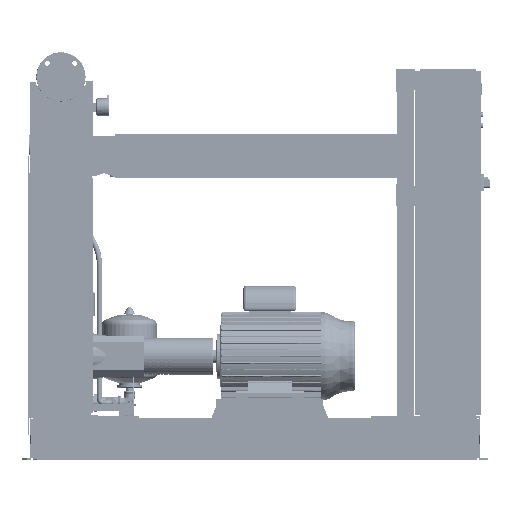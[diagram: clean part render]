
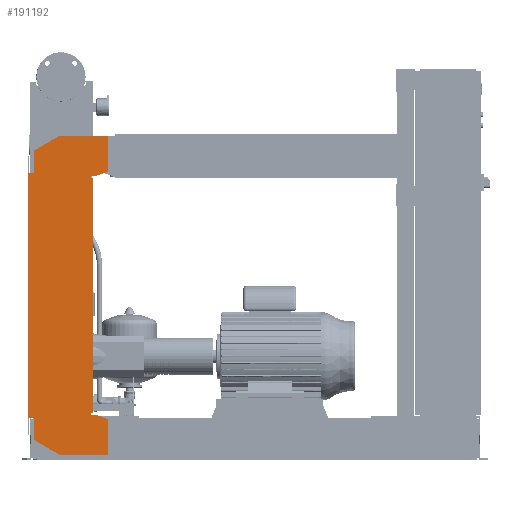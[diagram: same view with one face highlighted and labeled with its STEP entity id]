
A CAD part, front view. The second image highlights one B-rep face of the part: STEP entity #191192.
In plain terms, the highlighted free-form (B-spline) face has degree [1, 1] with [2, 2] control points.
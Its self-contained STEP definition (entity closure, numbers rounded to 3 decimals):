
#190677=CARTESIAN_POINT('',(-102.0,-565.5,1076.0));
#190678=VERTEX_POINT('',#190677);
#190685=CARTESIAN_POINT('',(-102.0,-565.5,1158.574));
#190686=VERTEX_POINT('',#190685);
#190687=CARTESIAN_POINT('',(-102.0,-565.5,1076.0));
#190688=DIRECTION('',(0.0,0.0,1.0));
#190689=VECTOR('',#190688,82.574);
#190690=LINE('',#190687,#190689);
#190691=EDGE_CURVE('',#190678,#190686,#190690,.T.);
#190709=CARTESIAN_POINT('',(-6.,-565.5,1214.0));
#190710=VERTEX_POINT('',#190709);
#190711=CARTESIAN_POINT('',(-102.0,-565.5,1158.574));
#190712=DIRECTION('',(0.866,0.0,0.5));
#190713=VECTOR('',#190712,110.851);
#190714=LINE('',#190711,#190713);
#190715=EDGE_CURVE('',#190686,#190710,#190714,.T.);
#190733=CARTESIAN_POINT('',(177.0,-565.5,1214.0));
#190734=VERTEX_POINT('',#190733);
#190735=CARTESIAN_POINT('',(-6.,-565.5,1214.0));
#190736=DIRECTION('',(1.0,0.0,0.0));
#190737=VECTOR('',#190736,183.0);
#190738=LINE('',#190735,#190737);
#190739=EDGE_CURVE('',#190710,#190734,#190738,.T.);
#190757=CARTESIAN_POINT('',(177.0,-565.5,1080.379));
#190758=VERTEX_POINT('',#190757);
#190759=CARTESIAN_POINT('',(177.0,-565.5,1214.0));
#190760=DIRECTION('',(0.0,0.0,-1.0));
#190761=VECTOR('',#190760,133.621);
#190762=LINE('',#190759,#190761);
#190763=EDGE_CURVE('',#190734,#190758,#190762,.T.);
#190781=CARTESIAN_POINT('',(132.,-565.5,1064.0));
#190782=VERTEX_POINT('',#190781);
#190783=CARTESIAN_POINT('',(177.0,-565.5,1080.379));
#190784=DIRECTION('',(-0.94,0.0,-0.342));
#190785=VECTOR('',#190784,47.888);
#190786=LINE('',#190783,#190785);
#190787=EDGE_CURVE('',#190758,#190782,#190786,.T.);
#190805=CARTESIAN_POINT('',(112.0,-565.5,1064.0));
#190806=VERTEX_POINT('',#190805);
#190807=CARTESIAN_POINT('',(132.,-565.5,1064.0));
#190808=DIRECTION('',(-1.0,0.0,0.0));
#190809=VECTOR('',#190808,20.);
#190810=LINE('',#190807,#190809);
#190811=EDGE_CURVE('',#190782,#190806,#190810,.T.);
#190829=CARTESIAN_POINT('',(112.0,-565.5,1056.0));
#190830=VERTEX_POINT('',#190829);
#190831=CARTESIAN_POINT('',(112.0,-565.5,1064.0));
#190832=DIRECTION('',(0.0,0.0,-1.0));
#190833=VECTOR('',#190832,8.0);
#190834=LINE('',#190831,#190833);
#190835=EDGE_CURVE('',#190806,#190830,#190834,.T.);
#190853=CARTESIAN_POINT('',(120.,-565.5,1056.0));
#190854=VERTEX_POINT('',#190853);
#190855=CARTESIAN_POINT('',(112.0,-565.5,1056.0));
#190856=DIRECTION('',(1.0,0.0,0.0));
#190857=VECTOR('',#190856,8.);
#190858=LINE('',#190855,#190857);
#190859=EDGE_CURVE('',#190830,#190854,#190858,.T.);
#190877=CARTESIAN_POINT('',(120.,-565.5,176.));
#190878=VERTEX_POINT('',#190877);
#190889=CARTESIAN_POINT('',(120.,-565.5,1056.0));
#190890=DIRECTION('',(0.0,0.0,-1.0));
#190891=VECTOR('',#190890,880.);
#190892=LINE('',#190889,#190891);
#190893=EDGE_CURVE('',#190854,#190878,#190892,.T.);
#190907=CARTESIAN_POINT('',(112.,-565.5,176.));
#190908=VERTEX_POINT('',#190907);
#190909=CARTESIAN_POINT('',(120.,-565.5,176.));
#190910=DIRECTION('',(-1.0,0.0,0.0));
#190911=VECTOR('',#190910,8.);
#190912=LINE('',#190909,#190911);
#190913=EDGE_CURVE('',#190878,#190908,#190912,.T.);
#190931=CARTESIAN_POINT('',(112.,-565.5,168.));
#190932=VERTEX_POINT('',#190931);
#190933=CARTESIAN_POINT('',(112.,-565.5,176.));
#190934=DIRECTION('',(0.0,0.0,-1.0));
#190935=VECTOR('',#190934,8.0);
#190936=LINE('',#190933,#190935);
#190937=EDGE_CURVE('',#190908,#190932,#190936,.T.);
#190955=CARTESIAN_POINT('',(132.,-565.5,168.));
#190956=VERTEX_POINT('',#190955);
#190957=CARTESIAN_POINT('',(112.,-565.5,168.));
#190958=DIRECTION('',(1.0,0.0,0.0));
#190959=VECTOR('',#190958,20.0);
#190960=LINE('',#190957,#190959);
#190961=EDGE_CURVE('',#190932,#190956,#190960,.T.);
#190979=CARTESIAN_POINT('',(177.,-565.5,151.621));
#190980=VERTEX_POINT('',#190979);
#190981=CARTESIAN_POINT('',(132.,-565.5,168.));
#190982=DIRECTION('',(0.94,0.0,-0.342));
#190983=VECTOR('',#190982,47.888);
#190984=LINE('',#190981,#190983);
#190985=EDGE_CURVE('',#190956,#190980,#190984,.T.);
#191003=CARTESIAN_POINT('',(177.,-565.5,18.0));
#191004=VERTEX_POINT('',#191003);
#191005=CARTESIAN_POINT('',(177.,-565.5,151.621));
#191006=DIRECTION('',(0.0,0.0,-1.0));
#191007=VECTOR('',#191006,133.621);
#191008=LINE('',#191005,#191007);
#191009=EDGE_CURVE('',#190980,#191004,#191008,.T.);
#191027=CARTESIAN_POINT('',(-4.,-565.5,18.0));
#191028=VERTEX_POINT('',#191027);
#191029=CARTESIAN_POINT('',(177.,-565.5,18.0));
#191030=DIRECTION('',(-1.0,0.0,0.0));
#191031=VECTOR('',#191030,181.);
#191032=LINE('',#191029,#191031);
#191033=EDGE_CURVE('',#191004,#191028,#191032,.T.);
#191051=CARTESIAN_POINT('',(-102.,-565.5,74.58));
#191052=VERTEX_POINT('',#191051);
#191053=CARTESIAN_POINT('',(-4.,-565.5,18.0));
#191054=DIRECTION('',(-0.866,0.0,0.5));
#191055=VECTOR('',#191054,113.161);
#191056=LINE('',#191053,#191055);
#191057=EDGE_CURVE('',#191028,#191052,#191056,.T.);
#191075=CARTESIAN_POINT('',(-102.,-565.5,156.0));
#191076=VERTEX_POINT('',#191075);
#191077=CARTESIAN_POINT('',(-102.,-565.5,74.58));
#191078=DIRECTION('',(0.0,0.0,1.0));
#191079=VECTOR('',#191078,81.42);
#191080=LINE('',#191077,#191079);
#191081=EDGE_CURVE('',#191052,#191076,#191080,.T.);
#191099=CARTESIAN_POINT('',(-122.,-565.5,156.0));
#191100=VERTEX_POINT('',#191099);
#191101=CARTESIAN_POINT('',(-102.,-565.5,156.0));
#191102=DIRECTION('',(-1.0,0.0,0.0));
#191103=VECTOR('',#191102,20.0);
#191104=LINE('',#191101,#191103);
#191105=EDGE_CURVE('',#191076,#191100,#191104,.T.);
#191123=CARTESIAN_POINT('',(-122.0,-565.5,1076.0));
#191124=VERTEX_POINT('',#191123);
#191137=CARTESIAN_POINT('',(-122.,-565.5,156.0));
#191138=DIRECTION('',(0.0,0.0,1.0));
#191139=VECTOR('',#191138,920.0);
#191140=LINE('',#191137,#191139);
#191141=EDGE_CURVE('',#191100,#191124,#191140,.T.);
#191155=CARTESIAN_POINT('',(-122.0,-565.5,1076.0));
#191156=DIRECTION('',(1.0,0.0,0.0));
#191157=VECTOR('',#191156,20.0);
#191158=LINE('',#191155,#191157);
#191159=EDGE_CURVE('',#191124,#190678,#191158,.T.);
#191165=CARTESIAN_POINT('',(-122.,-565.5,18.0));
#191166=CARTESIAN_POINT('',(177.0,-565.5,18.0));
#191167=CARTESIAN_POINT('',(-122.,-565.5,1214.0));
#191168=CARTESIAN_POINT('',(177.0,-565.5,1214.0));
#191169=B_SPLINE_SURFACE_WITH_KNOTS('',1,1,((#191165,#191167),(#191166,#191168)),.UNSPECIFIED.,.F.,.F.,.U.,(2,2),(2,2),(0.0,299.),(0.0,1196.0),.UNSPECIFIED.);
#191170=ORIENTED_EDGE('',*,*,#191159,.F.);
#191171=ORIENTED_EDGE('',*,*,#191141,.F.);
#191172=ORIENTED_EDGE('',*,*,#191105,.F.);
#191173=ORIENTED_EDGE('',*,*,#191081,.F.);
#191174=ORIENTED_EDGE('',*,*,#191057,.F.);
#191175=ORIENTED_EDGE('',*,*,#191033,.F.);
#191176=ORIENTED_EDGE('',*,*,#191009,.F.);
#191177=ORIENTED_EDGE('',*,*,#190985,.F.);
#191178=ORIENTED_EDGE('',*,*,#190961,.F.);
#191179=ORIENTED_EDGE('',*,*,#190937,.F.);
#191180=ORIENTED_EDGE('',*,*,#190913,.F.);
#191181=ORIENTED_EDGE('',*,*,#190893,.F.);
#191182=ORIENTED_EDGE('',*,*,#190859,.F.);
#191183=ORIENTED_EDGE('',*,*,#190835,.F.);
#191184=ORIENTED_EDGE('',*,*,#190811,.F.);
#191185=ORIENTED_EDGE('',*,*,#190787,.F.);
#191186=ORIENTED_EDGE('',*,*,#190763,.F.);
#191187=ORIENTED_EDGE('',*,*,#190739,.F.);
#191188=ORIENTED_EDGE('',*,*,#190715,.F.);
#191189=ORIENTED_EDGE('',*,*,#190691,.F.);
#191190=EDGE_LOOP('',(#191170,#191171,#191172,#191173,#191174,#191175,#191176,#191177,#191178,#191179,#191180,#191181,#191182,#191183,#191184,#191185,#191186,#191187,#191188,#191189));
#191191=FACE_OUTER_BOUND('',#191190,.T.);
#191192=ADVANCED_FACE('',(#191191),#191169,.T.);
